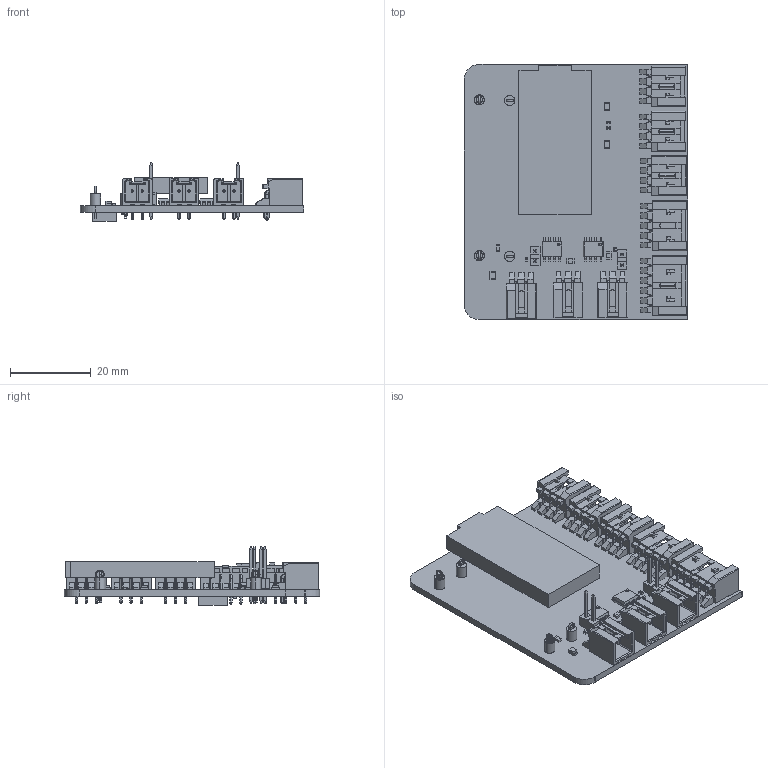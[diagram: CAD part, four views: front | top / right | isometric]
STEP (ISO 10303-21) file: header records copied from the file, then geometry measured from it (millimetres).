
FILE_DESCRIPTION(('Open CASCADE Model'),'2;1');
FILE_NAME('Open CASCADE Shape Model','2018-06-30T14:48:01',('Author'),( 'Open CASCADE'),'Open CASCADE STEP processor 6.5','Open CASCADE 6.5' ,'Unknown');
FILE_SCHEMA(('AUTOMOTIVE_DESIGN { 1 0 10303 214 1 1 1 1 }'));
Length unit declared in the file: millimetre
Products named in the file (69): PCB; Board; J8_RS4851; 022032021; SOLID; COMPOUND; J8_RS4852; R5; 0402_SMD_Resistor; R4; R3; 1950543520; Extruded; 1950543776; D4; 1950544672; 1950544288; D3; D1; TP4; User_Library-Test_Point_Keystone_-_5001_BLACK; User_Library-Test_Point_Keystone_-_5001_BLACK_1; User_Library-Test_Point_Keystone_-_5001_BLACK_2; TP3; TP2; 5000-Red; TP1; R41; 1884565120; 1884564864; Q1; 1884565504; J4; 534260310; J6_RS4852; 534260210; J6_RS4851; U2_RS4852; User_Library-SOIC-8-1; U2_RS4851 ...
Assembly tree (86 placements, depth 4):
  PCB
    Board
    J8_RS4851
      022032021
        SOLID
        COMPOUND
    J8_RS4852
      022032021
        SOLID
        COMPOUND
    R5
      0402_SMD_Resistor
    R4
      0402_SMD_Resistor
    R3
      1950543520  x2
        Extruded
      1950543776
        Extruded
    D4
      1950544672
        Extruded
      1950544288
        Extruded
    D3
      1950544672
        Extruded
      1950544288
        Extruded
    D1
      1950544288
        Extruded
      1950544672
        Extruded
    TP4
      User_Library-Test_Point_Keystone_-_5001_BLACK
        User_Library-Test_Point_Keystone_-_5001_BLACK_1
        User_Library-Test_Point_Keystone_-_5001_BLACK_2
    TP3
      User_Library-Test_Point_Keystone_-_5001_BLACK
        User_Library-Test_Point_Keystone_-_5001_BLACK_1
        User_Library-Test_Point_Keystone_-_5001_BLACK_2
    TP2
      5000-Red
    TP1
      5000-Red
    R41
      1884565120
        Extruded
      1884564864  x2
        Extruded
    Q1
      1884565504
        Extruded
    J4
      534260310
        SOLID
        COMPOUND
    J6_RS4852
      534260210
Bounding box: 55.48 x 63.38 x 14.65 mm (x, y, z)
Volume: 11010.5 mm3; surface area: 16242.9 mm2
Topology: 41 solids, 41 shells, 2741 faces, 7077 edges, 4550 vertices
Faces by surface type: plane 1891, cylinder 422, bspline 200, torus 100, cone 92, sphere 36
Entity records: 116647 total; most frequent: CARTESIAN_POINT 44537, DIRECTION 12047, LINE 7956, VECTOR 7956, ORIENTED_EDGE 7082, PCURVE 7082, DEFINITIONAL_REPRESENTATION 7082, EDGE_CURVE 3541
